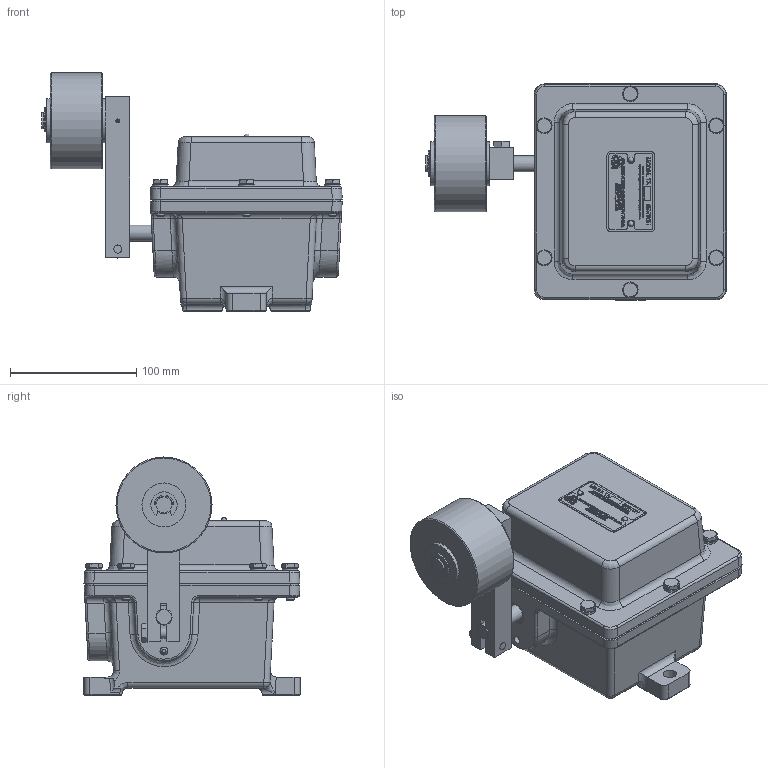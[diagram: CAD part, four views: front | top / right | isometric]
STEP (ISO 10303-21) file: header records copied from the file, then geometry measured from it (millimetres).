
FILE_DESCRIPTION(/* description */ ('Model TA-TPS Tripper Position Control'),/* implementation_level */ '2;1');
FILE_NAME(/* name */ 'TA-TPS.stp',/* time_stamp */ '2014-08-12T15:07:45-04:00',/* author */ ('GL'),/* organization */ ('Conveyor Components Company, Division of Material Control, Inc.'),/* preprocessor_version */ 'ST-DEVELOPER v15.2',/* originating_system */ 'Autodesk Inventor 2014',/* authorisation */ 'GL');
FILE_SCHEMA (('AUTOMOTIVE_DESIGN { 1 0 10303 214 3 1 1 }'));
Products named in the file (55): 21030030; 21030119_Welds; 21030078; 21030031; 21030119; 21030118; 20170043; 21030313; 40300010; 21030032; 22013426; 22011075; 21030323; 21030324; 22013114; 22011159; 21030325; 20596559; 22015114; 21033128; 21030338; 21031113; 20065109; 21030339; 22011073; 22013064; 20210003; 20210012; 21030042; 21030049; 22016101; 21030320; 20170006; 22013406; 22011094; 20171146_BA2RVA41; 20171146_BA2RVA42; 20171146_BA2RVA43; 20171146_BA2RVA44; 20171146_BA2RVA45 ...
Bounding box: 238.31 x 171.45 x 188.9 mm (x, y, z)
Volume: 1252538.9 mm3; surface area: 371248.1 mm2
Topology: 86 solids, 86 shells, 2815 faces, 7038 edges, 4562 vertices
Faces by surface type: plane 1606, bspline 625, cylinder 407, cone 138, sphere 27, torus 12
Full cylindrical faces by diameter (mm): 0.935 x1, 1.189 x1, 1.854 x1, 2.032 x12, 2.388 x2, 2.464 x2, 2.769 x2, 2.819 x2, 3.175 x7, 3.264 x3, 3.505 x2, 3.556 x2, 3.81 x4, 3.962 x10, 3.967 x6, 4.75 x6, 4.826 x8, 4.953 x1, 4.978 x6, 5.08 x2, 6.248 x2, 6.35 x11, 6.401 x1, 7.137 x6, 7.142 x6, 7.925 x1, 7.938 x7, 8.712 x1, 9.474 x1, 9.525 x2
Entity records: 85700 total; most frequent: CARTESIAN_POINT 31260, ORIENTED_EDGE 11688, DIRECTION 9121, EDGE_CURVE 5844, VERTEX_POINT 3904, LINE 3845, VECTOR 3845, EDGE_LOOP 2850
